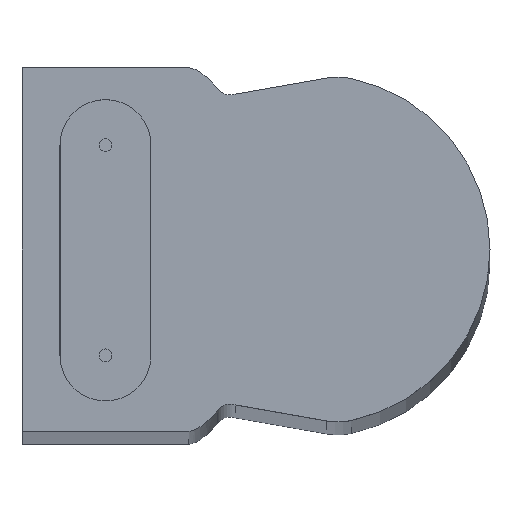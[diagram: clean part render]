
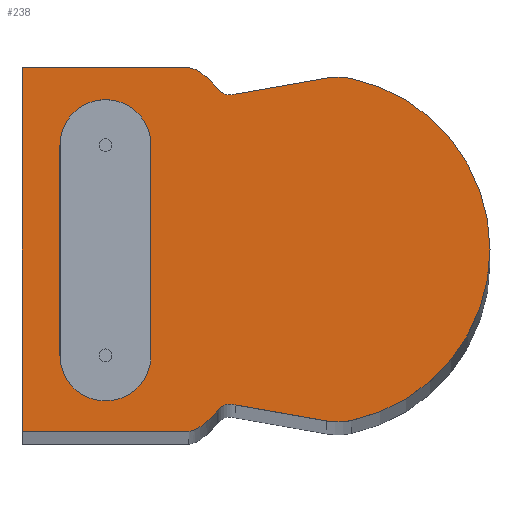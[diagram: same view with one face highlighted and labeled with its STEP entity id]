
A CAD part, top view. The second image highlights one B-rep face of the part: STEP entity #238.
In plain terms, the highlighted face is planar.
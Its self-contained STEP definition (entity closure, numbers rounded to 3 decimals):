
#11 = CARTESIAN_POINT ( 'NONE',  ( -14., 286.5, -12.842 ) ) ;
#28 = CARTESIAN_POINT ( 'NONE',  ( -13.187, 286.5, -23.437 ) ) ;
#34 = CARTESIAN_POINT ( 'NONE',  ( -11.952, 286.5, -16.399 ) ) ;
#46 = ORIENTED_EDGE ( 'NONE', *, *, #57, .T. ) ;
#54 = VERTEX_POINT ( 'NONE', #698 ) ;
#57 = EDGE_CURVE ( 'NONE', #306, #1244, #1117, .T. ) ;
#64 = DIRECTION ( 'NONE',  ( 1., 0., 0. ) ) ;
#85 = AXIS2_PLACEMENT_3D ( 'NONE', #1242, #1864, #1103 ) ;
#112 = CARTESIAN_POINT ( 'NONE',  ( -12.412, 286.5, -15.027 ) ) ;
#136 = CARTESIAN_POINT ( 'NONE',  ( 14., 286.5, 0. ) ) ;
#140 = CARTESIAN_POINT ( 'NONE',  ( 8.262, 286.5, -24.301 ) ) ;
#171 = DIRECTION ( 'NONE',  ( 0., -1., 0. ) ) ;
#172 = CARTESIAN_POINT ( 'NONE',  ( -14., 286.5, -2.998 ) ) ;
#186 = DIRECTION ( 'NONE',  ( -1., 0., 0. ) ) ;
#214 = ORIENTED_EDGE ( 'NONE', *, *, #811, .T. ) ;
#217 = LINE ( 'NONE', #1863, #1024 ) ;
#223 = VERTEX_POINT ( 'NONE', #718 ) ;
#224 = EDGE_CURVE ( 'NONE', #1268, #436, #1156, .T. ) ;
#238 = ADVANCED_FACE ( 'NONE', ( #1796, #1481 ), #636, .T. ) ;
#255 = VERTEX_POINT ( 'NONE', #1431 ) ;
#260 = VERTEX_POINT ( 'NONE', #1566 ) ;
#297 = DIRECTION ( 'NONE',  ( 0., -1., 0. ) ) ;
#299 = DIRECTION ( 'NONE',  ( -1., 0., 0. ) ) ;
#306 = VERTEX_POINT ( 'NONE', #28 ) ;
#313 = ORIENTED_EDGE ( 'NONE', *, *, #757, .F. ) ;
#321 = CARTESIAN_POINT ( 'NONE',  ( 8.145, 286.5, -9.922 ) ) ;
#353 = CARTESIAN_POINT ( 'NONE',  ( -8.032, 286.5, -2.92 ) ) ;
#380 = DIRECTION ( 'NONE',  ( 0.173, 0., 0.985 ) ) ;
#381 = ORIENTED_EDGE ( 'NONE', *, *, #1786, .T. ) ;
#436 = VERTEX_POINT ( 'NONE', #1326 ) ;
#475 = CARTESIAN_POINT ( 'NONE',  ( 0., 286.5, 0. ) ) ;
#486 = CIRCLE ( 'NONE', #1590, 5. ) ;
#488 = ORIENTED_EDGE ( 'NONE', *, *, #1415, .T. ) ;
#493 = ORIENTED_EDGE ( 'NONE', *, *, #599, .T. ) ;
#497 = ORIENTED_EDGE ( 'NONE', *, *, #1681, .T. ) ;
#508 = VERTEX_POINT ( 'NONE', #1818 ) ;
#509 = EDGE_CURVE ( 'NONE', #508, #223, #1346, .T. ) ;
#525 = DIRECTION ( 'NONE',  ( 0.173, 0., -0.985 ) ) ;
#526 = CIRCLE ( 'NONE', #1757, 1.218 ) ;
#541 = DIRECTION ( 'NONE',  ( -1., 0., 0. ) ) ;
#552 = VERTEX_POINT ( 'NONE', #1353 ) ;
#557 = VERTEX_POINT ( 'NONE', #1979 ) ;
#560 = B_SPLINE_CURVE_WITH_KNOTS ( 'NONE', 2,
 ( #741, #1950, #588 ),
 .UNSPECIFIED., .F., .F.,
 ( 3, 3 ),
 ( 0.5, 0.501 ),
 .UNSPECIFIED. ) ;
#578 = VERTEX_POINT ( 'NONE', #353 ) ;
#588 = CARTESIAN_POINT ( 'NONE',  ( 12.412, 286.5, -15.027 ) ) ;
#599 = EDGE_CURVE ( 'NONE', #1545, #260, #217, .T. ) ;
#630 = CARTESIAN_POINT ( 'NONE',  ( 8.145, 286.5, -6.421 ) ) ;
#636 = PLANE ( 'NONE',  #996 ) ;
#639 = CARTESIAN_POINT ( 'NONE',  ( -14., 286.5, 0. ) ) ;
#664 = CIRCLE ( 'NONE', #1949, 1.218 ) ;
#691 = DIRECTION ( 'NONE',  ( 0., 1., 0. ) ) ;
#698 = CARTESIAN_POINT ( 'NONE',  ( 12.412, 286.5, -15.027 ) ) ;
#718 = CARTESIAN_POINT ( 'NONE',  ( -8.032, 286.5, -9.922 ) ) ;
#741 = CARTESIAN_POINT ( 'NONE',  ( 14., 286.5, -12.842 ) ) ;
#744 = EDGE_LOOP ( 'NONE', ( #1190, #1090, #488, #1520, #493, #1945, #1011, #497, #46, #381, #1674, #214 ) ) ;
#748 = CIRCLE ( 'NONE', #1819, 3.501 ) ;
#757 = EDGE_CURVE ( 'NONE', #223, #578, #797, .T. ) ;
#794 = CARTESIAN_POINT ( 'NONE',  ( 8.145, 286.5, -2.92 ) ) ;
#797 = CIRCLE ( 'NONE', #85, 3.501 ) ;
#811 = EDGE_CURVE ( 'NONE', #875, #1268, #1798, .T. ) ;
#841 = LINE ( 'NONE', #794, #1331 ) ;
#868 = ORIENTED_EDGE ( 'NONE', *, *, #1670, .F. ) ;
#875 = VERTEX_POINT ( 'NONE', #1483 ) ;
#878 = DIRECTION ( 'NONE',  ( 1., 0., 0. ) ) ;
#884 = EDGE_CURVE ( 'NONE', #260, #255, #486, .T. ) ;
#996 = AXIS2_PLACEMENT_3D ( 'NONE', #475, #1904, #541 ) ;
#1011 = ORIENTED_EDGE ( 'NONE', *, *, #1013, .T. ) ;
#1013 = EDGE_CURVE ( 'NONE', #255, #552, #1615, .T. ) ;
#1024 = VECTOR ( 'NONE', #525, 1000. ) ;
#1033 = DIRECTION ( 'NONE',  ( -1., 0., 0. ) ) ;
#1036 = CARTESIAN_POINT ( 'NONE',  ( 11.952, 286.5, -16.399 ) ) ;
#1057 = VECTOR ( 'NONE', #1033, 1000. ) ;
#1090 = ORIENTED_EDGE ( 'NONE', *, *, #1154, .T. ) ;
#1103 = DIRECTION ( 'NONE',  ( -1., 0., 0. ) ) ;
#1117 = LINE ( 'NONE', #1719, #1493 ) ;
#1154 = EDGE_CURVE ( 'NONE', #436, #1784, #1568, .T. ) ;
#1156 = LINE ( 'NONE', #1630, #1594 ) ;
#1190 = ORIENTED_EDGE ( 'NONE', *, *, #224, .T. ) ;
#1192 = DIRECTION ( 'NONE',  ( 1., 0., 0. ) ) ;
#1215 = DIRECTION ( 'NONE',  ( 0., 1., 0. ) ) ;
#1226 = EDGE_CURVE ( 'NONE', #54, #1545, #526, .T. ) ;
#1242 = CARTESIAN_POINT ( 'NONE',  ( -8.032, 286.5, -6.421 ) ) ;
#1244 = VERTEX_POINT ( 'NONE', #34 ) ;
#1251 = DIRECTION ( 'NONE',  ( 1., 0., 0. ) ) ;
#1262 = AXIS2_PLACEMENT_3D ( 'NONE', #1582, #1541, #186 ) ;
#1268 = VERTEX_POINT ( 'NONE', #639 ) ;
#1326 = CARTESIAN_POINT ( 'NONE',  ( 14., 286.5, 0. ) ) ;
#1331 = VECTOR ( 'NONE', #64, 1000. ) ;
#1338 = EDGE_LOOP ( 'NONE', ( #1926, #868, #313, #1804 ) ) ;
#1346 = LINE ( 'NONE', #321, #1057 ) ;
#1351 = CARTESIAN_POINT ( 'NONE',  ( 14., 286.5, -12.842 ) ) ;
#1353 = CARTESIAN_POINT ( 'NONE',  ( -13.154, 286.5, -25.334 ) ) ;
#1375 = CARTESIAN_POINT ( 'NONE',  ( -13.805, 286.5, -13.884 ) ) ;
#1380 = CARTESIAN_POINT ( 'NONE',  ( -8.262, 286.5, -24.301 ) ) ;
#1398 = CARTESIAN_POINT ( 'NONE',  ( -13.111, 286.5, -16.024 ) ) ;
#1415 = EDGE_CURVE ( 'NONE', #1784, #54, #560, .T. ) ;
#1427 = VECTOR ( 'NONE', #1649, 1000. ) ;
#1431 = CARTESIAN_POINT ( 'NONE',  ( 13.154, 286.5, -25.334 ) ) ;
#1481 = FACE_OUTER_BOUND ( 'NONE', #744, .T. ) ;
#1483 = CARTESIAN_POINT ( 'NONE',  ( -14., 286.5, -12.842 ) ) ;
#1493 = VECTOR ( 'NONE', #380, 1000. ) ;
#1520 = ORIENTED_EDGE ( 'NONE', *, *, #1226, .T. ) ;
#1541 = DIRECTION ( 'NONE',  ( 0., 1., 0. ) ) ;
#1545 = VERTEX_POINT ( 'NONE', #1036 ) ;
#1557 = AXIS2_PLACEMENT_3D ( 'NONE', #1380, #691, #1894 ) ;
#1566 = CARTESIAN_POINT ( 'NONE',  ( 13.187, 286.5, -23.437 ) ) ;
#1568 = LINE ( 'NONE', #136, #1427 ) ;
#1582 = CARTESIAN_POINT ( 'NONE',  ( 0., 286.5, -22.555 ) ) ;
#1590 = AXIS2_PLACEMENT_3D ( 'NONE', #140, #1837, #1192 ) ;
#1594 = VECTOR ( 'NONE', #878, 1000. ) ;
#1600 = B_SPLINE_CURVE_WITH_KNOTS ( 'NONE', 2,
 ( #1696, #1375, #11 ),
 .UNSPECIFIED., .F., .F.,
 ( 3, 3 ),
 ( 0.499, 0.5 ),
 .UNSPECIFIED. ) ;
#1615 = CIRCLE ( 'NONE', #1262, 13.445 ) ;
#1630 = CARTESIAN_POINT ( 'NONE',  ( -14., 286.5, 0. ) ) ;
#1641 = VECTOR ( 'NONE', #1672, 1000. ) ;
#1649 = DIRECTION ( 'NONE',  ( 0., 0., -1. ) ) ;
#1670 = EDGE_CURVE ( 'NONE', #578, #557, #841, .T. ) ;
#1672 = DIRECTION ( 'NONE',  ( 0., 0., 1. ) ) ;
#1674 = ORIENTED_EDGE ( 'NONE', *, *, #1889, .T. ) ;
#1681 = EDGE_CURVE ( 'NONE', #552, #306, #1888, .T. ) ;
#1696 = CARTESIAN_POINT ( 'NONE',  ( -12.412, 286.5, -15.027 ) ) ;
#1719 = CARTESIAN_POINT ( 'NONE',  ( -13.187, 286.5, -23.437 ) ) ;
#1757 = AXIS2_PLACEMENT_3D ( 'NONE', #1987, #297, #1805 ) ;
#1784 = VERTEX_POINT ( 'NONE', #1351 ) ;
#1786 = EDGE_CURVE ( 'NONE', #1244, #1955, #664, .T. ) ;
#1796 = FACE_BOUND ( 'NONE', #1338, .T. ) ;
#1798 = LINE ( 'NONE', #172, #1641 ) ;
#1804 = ORIENTED_EDGE ( 'NONE', *, *, #509, .F. ) ;
#1805 = DIRECTION ( 'NONE',  ( 1., 0., 0. ) ) ;
#1818 = CARTESIAN_POINT ( 'NONE',  ( 8.145, 286.5, -9.922 ) ) ;
#1819 = AXIS2_PLACEMENT_3D ( 'NONE', #630, #1215, #299 ) ;
#1837 = DIRECTION ( 'NONE',  ( 0., 1., 0. ) ) ;
#1863 = CARTESIAN_POINT ( 'NONE',  ( 11.952, 286.5, -16.399 ) ) ;
#1864 = DIRECTION ( 'NONE',  ( 0., 1., 0. ) ) ;
#1868 = EDGE_CURVE ( 'NONE', #557, #508, #748, .T. ) ;
#1888 = CIRCLE ( 'NONE', #1557, 5. ) ;
#1889 = EDGE_CURVE ( 'NONE', #1955, #875, #1600, .T. ) ;
#1894 = DIRECTION ( 'NONE',  ( -1., 0., 0. ) ) ;
#1904 = DIRECTION ( 'NONE',  ( 0., 1., 0. ) ) ;
#1926 = ORIENTED_EDGE ( 'NONE', *, *, #1868, .F. ) ;
#1945 = ORIENTED_EDGE ( 'NONE', *, *, #884, .T. ) ;
#1949 = AXIS2_PLACEMENT_3D ( 'NONE', #1398, #171, #1251 ) ;
#1950 = CARTESIAN_POINT ( 'NONE',  ( 13.805, 286.5, -13.884 ) ) ;
#1955 = VERTEX_POINT ( 'NONE', #112 ) ;
#1979 = CARTESIAN_POINT ( 'NONE',  ( 8.145, 286.5, -2.92 ) ) ;
#1987 = CARTESIAN_POINT ( 'NONE',  ( 13.111, 286.5, -16.024 ) ) ;
